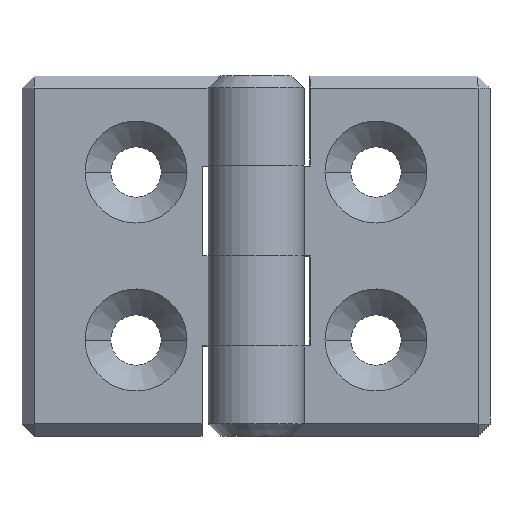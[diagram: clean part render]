
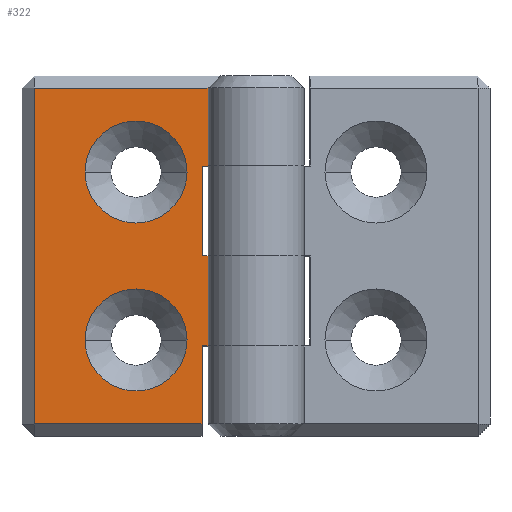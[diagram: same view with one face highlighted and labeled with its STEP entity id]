
A CAD part, top view. The second image highlights one B-rep face of the part: STEP entity #322.
In plain terms, the highlighted planar face has unit normal (0, 0, 1).
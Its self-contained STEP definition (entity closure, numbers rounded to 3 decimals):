
#8 = CARTESIAN_POINT ( 'NONE',  ( -5.75, -7., 0. ) ) ;
#12 = VERTEX_POINT ( 'NONE', #1304 ) ;
#15 = VERTEX_POINT ( 'NONE', #553 ) ;
#19 = EDGE_CURVE ( 'NONE', #2048, #913, #715, .T. ) ;
#31 = EDGE_LOOP ( 'NONE', ( #1725, #794, #640, #460, #798, #1685, #313, #723, #284, #1351 ) ) ;
#50 = DIRECTION ( 'NONE',  ( 0., 0., 1. ) ) ;
#70 = LINE ( 'NONE', #589, #393 ) ;
#77 = VERTEX_POINT ( 'NONE', #889 ) ;
#82 = EDGE_CURVE ( 'NONE', #913, #2048, #1781, .T. ) ;
#94 = VECTOR ( 'NONE', #561, 1000. ) ;
#97 = CARTESIAN_POINT ( 'NONE',  ( -4.5, -14., 0. ) ) ;
#139 = CARTESIAN_POINT ( 'NONE',  ( -19.5, 7.5, 0. ) ) ;
#174 = EDGE_CURVE ( 'NONE', #800, #829, #720, .T. ) ;
#204 = VERTEX_POINT ( 'NONE', #1048 ) ;
#284 = ORIENTED_EDGE ( 'NONE', *, *, #482, .F. ) ;
#285 = EDGE_CURVE ( 'NONE', #1572, #1280, #1215, .T. ) ;
#313 = ORIENTED_EDGE ( 'NONE', *, *, #1263, .T. ) ;
#322 = ADVANCED_FACE ( 'NONE', ( #856, #1490, #1332 ), #1973, .F. ) ;
#391 = DIRECTION ( 'NONE',  ( 0., -1., 0. ) ) ;
#393 = VECTOR ( 'NONE', #1521, 1000. ) ;
#420 = CARTESIAN_POINT ( 'NONE',  ( -4., -7.5, 0. ) ) ;
#444 = DIRECTION ( 'NONE',  ( 0., 1., 0. ) ) ;
#451 = EDGE_CURVE ( 'NONE', #1010, #204, #2025, .T. ) ;
#460 = ORIENTED_EDGE ( 'NONE', *, *, #1686, .T. ) ;
#482 = EDGE_CURVE ( 'NONE', #77, #829, #992, .T. ) ;
#487 = LINE ( 'NONE', #976, #695 ) ;
#492 = ORIENTED_EDGE ( 'NONE', *, *, #1547, .F. ) ;
#497 = CIRCLE ( 'NONE', #1366, 4.25 ) ;
#528 = CARTESIAN_POINT ( 'NONE',  ( -19.5, -14., 0. ) ) ;
#530 = CARTESIAN_POINT ( 'NONE',  ( -10., -7., 0. ) ) ;
#543 = VECTOR ( 'NONE', #1001, 1000. ) ;
#553 = CARTESIAN_POINT ( 'NONE',  ( -18.5, 14., 0. ) ) ;
#555 = LINE ( 'NONE', #1197, #1368 ) ;
#561 = DIRECTION ( 'NONE',  ( 1., 0., 0. ) ) ;
#583 = CARTESIAN_POINT ( 'NONE',  ( -4.5, 7.5, 0. ) ) ;
#589 = CARTESIAN_POINT ( 'NONE',  ( -19.5, -7.5, 0. ) ) ;
#600 = CARTESIAN_POINT ( 'NONE',  ( -4.5, 15., 0. ) ) ;
#640 = ORIENTED_EDGE ( 'NONE', *, *, #1460, .T. ) ;
#665 = DIRECTION ( 'NONE',  ( 1., 0., 0. ) ) ;
#671 = EDGE_LOOP ( 'NONE', ( #1758, #1147 ) ) ;
#675 = CARTESIAN_POINT ( 'NONE',  ( -10., 7., 0. ) ) ;
#695 = VECTOR ( 'NONE', #1936, 1000. ) ;
#697 = DIRECTION ( 'NONE',  ( 1., 0., 0. ) ) ;
#709 = VECTOR ( 'NONE', #2014, 1000. ) ;
#715 = CIRCLE ( 'NONE', #1311, 4.25 ) ;
#720 = LINE ( 'NONE', #139, #1383 ) ;
#723 = ORIENTED_EDGE ( 'NONE', *, *, #174, .T. ) ;
#731 = AXIS2_PLACEMENT_3D ( 'NONE', #675, #1629, #665 ) ;
#777 = CARTESIAN_POINT ( 'NONE',  ( -4., 7.5, 0. ) ) ;
#794 = ORIENTED_EDGE ( 'NONE', *, *, #285, .T. ) ;
#795 = DIRECTION ( 'NONE',  ( 1., 0., 0. ) ) ;
#798 = ORIENTED_EDGE ( 'NONE', *, *, #1812, .F. ) ;
#800 = VERTEX_POINT ( 'NONE', #583 ) ;
#815 = VERTEX_POINT ( 'NONE', #420 ) ;
#819 = CARTESIAN_POINT ( 'NONE',  ( -4., 0., 0. ) ) ;
#829 = VERTEX_POINT ( 'NONE', #777 ) ;
#846 = AXIS2_PLACEMENT_3D ( 'NONE', #1183, #1818, #1027 ) ;
#856 = FACE_BOUND ( 'NONE', #1266, .T. ) ;
#862 = CARTESIAN_POINT ( 'NONE',  ( -10., 7., 0. ) ) ;
#889 = CARTESIAN_POINT ( 'NONE',  ( -4., 14., 0. ) ) ;
#895 = CARTESIAN_POINT ( 'NONE',  ( -4.5, -7.5, 0. ) ) ;
#913 = VERTEX_POINT ( 'NONE', #1369 ) ;
#941 = CARTESIAN_POINT ( 'NONE',  ( -14.25, 7., 0. ) ) ;
#947 = VECTOR ( 'NONE', #1846, 1000. ) ;
#976 = CARTESIAN_POINT ( 'NONE',  ( -4.5, 15., 0. ) ) ;
#992 = LINE ( 'NONE', #1603, #543 ) ;
#1001 = DIRECTION ( 'NONE',  ( 0., -1., 0. ) ) ;
#1010 = VERTEX_POINT ( 'NONE', #819 ) ;
#1027 = DIRECTION ( 'NONE',  ( -1., 0., 0. ) ) ;
#1048 = CARTESIAN_POINT ( 'NONE',  ( -4.5, 0., 0. ) ) ;
#1127 = LINE ( 'NONE', #1270, #1637 ) ;
#1147 = ORIENTED_EDGE ( 'NONE', *, *, #82, .F. ) ;
#1151 = DIRECTION ( 'NONE',  ( 1., 0., 0. ) ) ;
#1183 = CARTESIAN_POINT ( 'NONE',  ( -19.5, 15., 0. ) ) ;
#1197 = CARTESIAN_POINT ( 'NONE',  ( -18.5, 15., 0. ) ) ;
#1214 = CARTESIAN_POINT ( 'NONE',  ( -19.5, 14., 0. ) ) ;
#1215 = LINE ( 'NONE', #528, #94 ) ;
#1237 = EDGE_CURVE ( 'NONE', #77, #15, #1869, .T. ) ;
#1263 = EDGE_CURVE ( 'NONE', #204, #800, #1700, .T. ) ;
#1266 = EDGE_LOOP ( 'NONE', ( #492, #1643 ) ) ;
#1270 = CARTESIAN_POINT ( 'NONE',  ( -4., 15., 0. ) ) ;
#1277 = AXIS2_PLACEMENT_3D ( 'NONE', #1426, #1524, #1578 ) ;
#1280 = VERTEX_POINT ( 'NONE', #97 ) ;
#1304 = CARTESIAN_POINT ( 'NONE',  ( -5.75, 7., 0. ) ) ;
#1311 = AXIS2_PLACEMENT_3D ( 'NONE', #530, #1476, #697 ) ;
#1332 = FACE_OUTER_BOUND ( 'NONE', #31, .T. ) ;
#1337 = VERTEX_POINT ( 'NONE', #941 ) ;
#1351 = ORIENTED_EDGE ( 'NONE', *, *, #1237, .T. ) ;
#1366 = AXIS2_PLACEMENT_3D ( 'NONE', #862, #50, #1151 ) ;
#1368 = VECTOR ( 'NONE', #391, 1000. ) ;
#1369 = CARTESIAN_POINT ( 'NONE',  ( -14.25, -7., 0. ) ) ;
#1383 = VECTOR ( 'NONE', #795, 1000. ) ;
#1426 = CARTESIAN_POINT ( 'NONE',  ( -10., -7., 0. ) ) ;
#1460 = EDGE_CURVE ( 'NONE', #1280, #1696, #487, .T. ) ;
#1476 = DIRECTION ( 'NONE',  ( 0., 0., 1. ) ) ;
#1490 = FACE_BOUND ( 'NONE', #671, .T. ) ;
#1521 = DIRECTION ( 'NONE',  ( 1., 0., 0. ) ) ;
#1524 = DIRECTION ( 'NONE',  ( 0., 0., 1. ) ) ;
#1547 = EDGE_CURVE ( 'NONE', #12, #1337, #497, .T. ) ;
#1572 = VERTEX_POINT ( 'NONE', #1971 ) ;
#1578 = DIRECTION ( 'NONE',  ( 1., 0., 0. ) ) ;
#1603 = CARTESIAN_POINT ( 'NONE',  ( -4., 15., 0. ) ) ;
#1608 = EDGE_CURVE ( 'NONE', #1337, #12, #1765, .T. ) ;
#1611 = VECTOR ( 'NONE', #444, 1000. ) ;
#1629 = DIRECTION ( 'NONE',  ( 0., 0., 1. ) ) ;
#1637 = VECTOR ( 'NONE', #1934, 1000. ) ;
#1643 = ORIENTED_EDGE ( 'NONE', *, *, #1608, .F. ) ;
#1685 = ORIENTED_EDGE ( 'NONE', *, *, #451, .T. ) ;
#1686 = EDGE_CURVE ( 'NONE', #1696, #815, #70, .T. ) ;
#1696 = VERTEX_POINT ( 'NONE', #895 ) ;
#1700 = LINE ( 'NONE', #600, #1611 ) ;
#1725 = ORIENTED_EDGE ( 'NONE', *, *, #2018, .T. ) ;
#1758 = ORIENTED_EDGE ( 'NONE', *, *, #19, .F. ) ;
#1765 = CIRCLE ( 'NONE', #731, 4.25 ) ;
#1781 = CIRCLE ( 'NONE', #1277, 4.25 ) ;
#1812 = EDGE_CURVE ( 'NONE', #1010, #815, #1127, .T. ) ;
#1818 = DIRECTION ( 'NONE',  ( 0., 0., -1. ) ) ;
#1846 = DIRECTION ( 'NONE',  ( -1., 0., 0. ) ) ;
#1869 = LINE ( 'NONE', #1214, #947 ) ;
#1895 = CARTESIAN_POINT ( 'NONE',  ( -19.5, 0., 0. ) ) ;
#1934 = DIRECTION ( 'NONE',  ( 0., -1., 0. ) ) ;
#1936 = DIRECTION ( 'NONE',  ( 0., 1., 0. ) ) ;
#1971 = CARTESIAN_POINT ( 'NONE',  ( -18.5, -14., 0. ) ) ;
#1973 = PLANE ( 'NONE',  #846 ) ;
#2014 = DIRECTION ( 'NONE',  ( -1., 0., 0. ) ) ;
#2018 = EDGE_CURVE ( 'NONE', #15, #1572, #555, .T. ) ;
#2025 = LINE ( 'NONE', #1895, #709 ) ;
#2048 = VERTEX_POINT ( 'NONE', #8 ) ;
